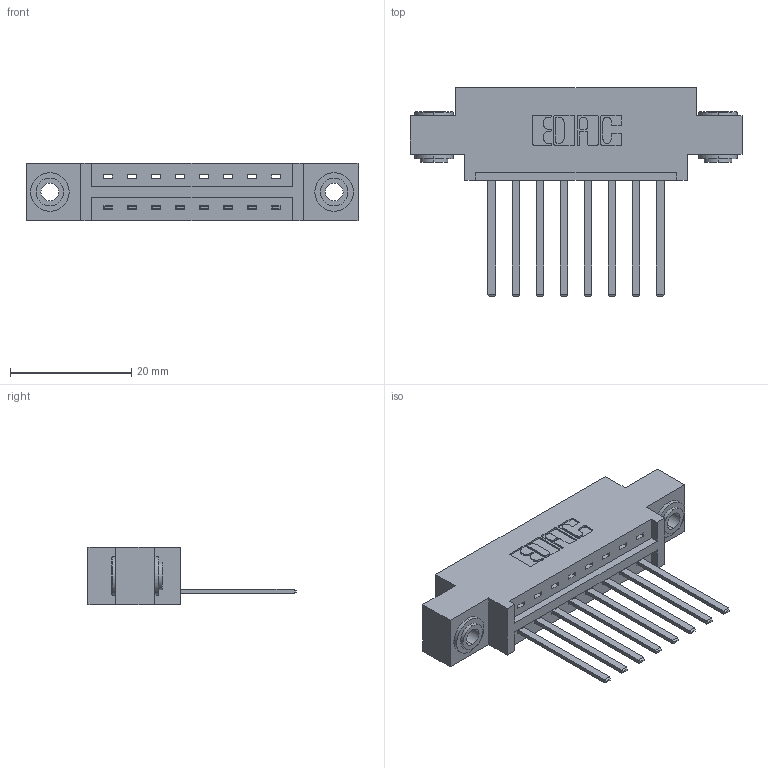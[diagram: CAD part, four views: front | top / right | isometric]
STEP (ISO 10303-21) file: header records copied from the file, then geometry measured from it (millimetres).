
FILE_DESCRIPTION (( 'STEP AP203' ), '1' );
FILE_NAME ('337-008-544-603.STEP', '2019-09-27T19:23:59', ( '' ), ( '' ), 'SwSTEP 2.0', 'SolidWorks 2016', '' );
FILE_SCHEMA (( 'CONFIG_CONTROL_DESIGN' ));
Length unit declared in the file: inch
Products named in the file (4): 345-250-002_345-250-002-102; 337 Part_0.170 Offset - 0.156 Dia-TH; 337-008-544-603; 345-292-001_345-293-144
Assembly tree (11 placements, depth 2):
  337-008-544-603
    337 Part_0.170 Offset - 0.156 Dia-TH
    345-292-001_345-293-144  x8
    345-250-002_345-250-002-102  x2
Bounding box: 54.71 x 34.3 x 9.4 mm (x, y, z)
Volume: 5255.4 mm3; surface area: 5875.9 mm2
Topology: 11 solids, 11 shells, 604 faces, 1759 edges, 1158 vertices
Faces by surface type: plane 420, cylinder 176, cone 8
Entity records: 10942 total; most frequent: CARTESIAN_POINT 1881, ORIENTED_EDGE 1818, DIRECTION 1683, EDGE_CURVE 909, VECTOR 761, LINE 761, VERTEX_POINT 602, AXIS2_PLACEMENT_3D 461
